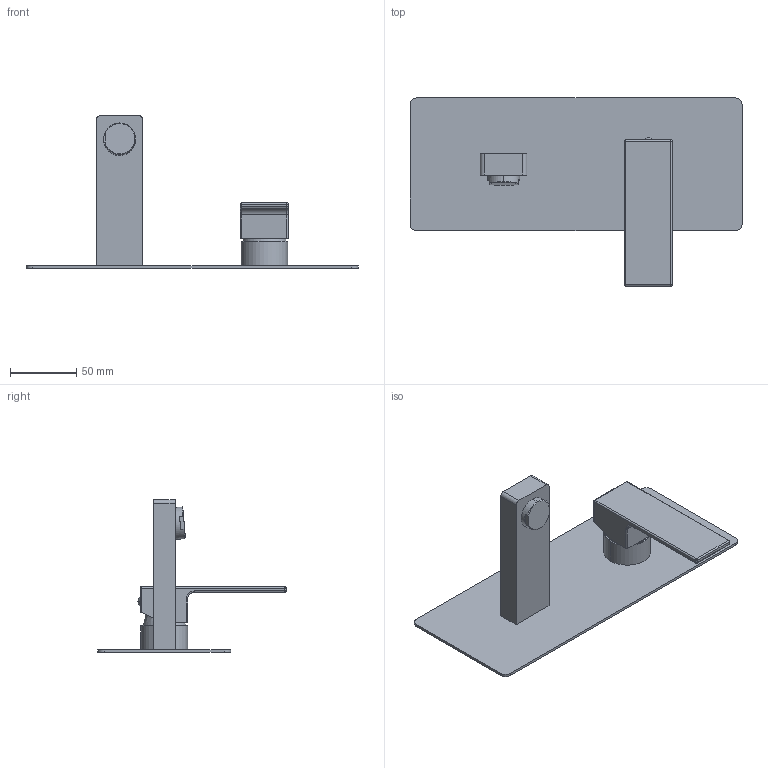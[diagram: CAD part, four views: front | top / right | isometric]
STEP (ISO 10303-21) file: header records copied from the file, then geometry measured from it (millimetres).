
FILE_DESCRIPTION((''),'2;1');
FILE_NAME('EL104CR','2021-01-14T08:41:28',('ut3'),('PAFFONI SpA'),'CREO PARAMETRIC BY PTC INC, 2020044','CREO PARAMETRIC BY PTC INC, 2020044','');
FILE_SCHEMA(('CONFIG_CONTROL_DESIGN','SHAPE_APPEARANCE_LAYERS_GROUPS'));
Length unit declared in the file: millimetre
Products named in the file (1): EL104CR
Bounding box: 250 x 141.72 x 115 mm (x, y, z)
Volume: 151274.1 mm3; surface area: 84424 mm2
Topology: 2 solids, 2 shells, 170 faces, 401 edges, 245 vertices
Faces by surface type: cylinder 68, plane 60, cone 20, sphere 10, torus 6, bspline 6
Entity records: 6931 total; most frequent: CARTESIAN_POINT 1761, DIRECTION 839, ORIENTED_EDGE 798, EDGE_CURVE 399, AXIS2_PLACEMENT_3D 322, VERTEX_POINT 245, VECTOR 195, LINE 195
